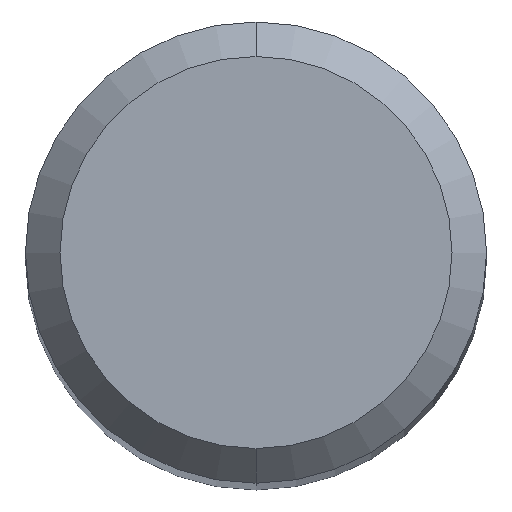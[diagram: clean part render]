
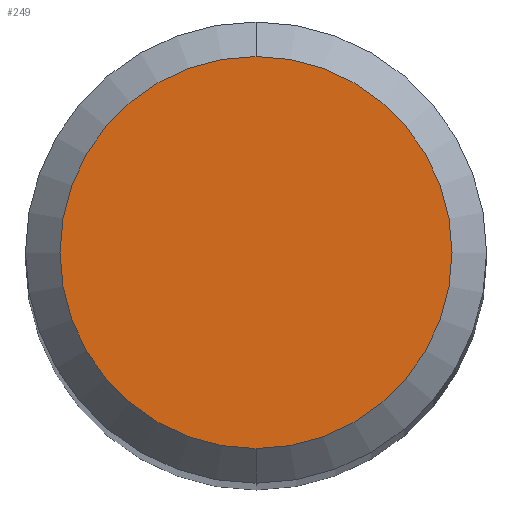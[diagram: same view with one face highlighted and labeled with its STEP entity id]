
A CAD part, top view. The second image highlights one B-rep face of the part: STEP entity #249.
In plain terms, the highlighted planar face has unit normal (0, 0, 1).
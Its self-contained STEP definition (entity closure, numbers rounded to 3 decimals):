
#213=VERTEX_POINT('',#525);
#249=ADVANCED_FACE('',(#564),#565,.T.);
#301=VERTEX_POINT('',#621);
#423=EDGE_CURVE('',#301,#213,#756,.T.);
#429=EDGE_CURVE('',#213,#301,#763,.T.);
#525=CARTESIAN_POINT('',(0.0,1.7,0.0));
#564=FACE_OUTER_BOUND('',#917,.T.);
#565=PLANE('',#918);
#621=CARTESIAN_POINT('',(0.,-1.7,0.0));
#756=CIRCLE('',#1353,1.7);
#763=CIRCLE('',#1362,1.7);
#917=EDGE_LOOP('',(#1541,#1542));
#918=AXIS2_PLACEMENT_3D('',#1543,#1544,#1545);
#1353=AXIS2_PLACEMENT_3D('',#1751,#1752,#1753);
#1362=AXIS2_PLACEMENT_3D('',#1765,#1766,#1767);
#1541=ORIENTED_EDGE('',*,*,#429,.F.);
#1542=ORIENTED_EDGE('',*,*,#423,.F.);
#1543=CARTESIAN_POINT('',(0.0,0.85,0.0));
#1544=DIRECTION('',(-0.0,0.0,1.0));
#1545=DIRECTION('',(0.0,-1.0,0.0));
#1751=CARTESIAN_POINT('',(0.0,0.0,0.0));
#1752=DIRECTION('',(0.0,0.0,-1.0));
#1753=DIRECTION('',(0.0,1.0,0.0));
#1765=CARTESIAN_POINT('',(0.0,0.0,0.0));
#1766=DIRECTION('',(0.0,0.0,-1.0));
#1767=DIRECTION('',(0.0,1.0,0.0));
